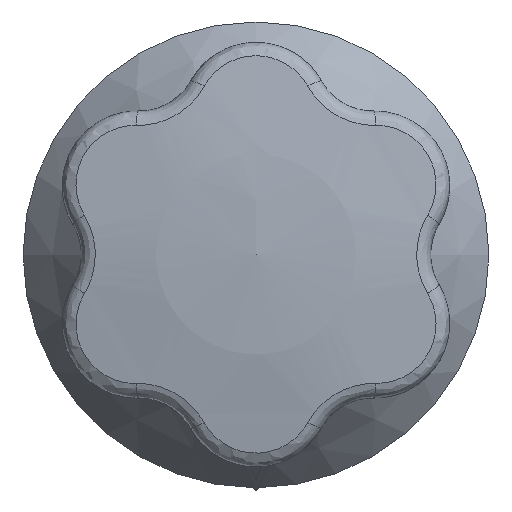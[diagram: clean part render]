
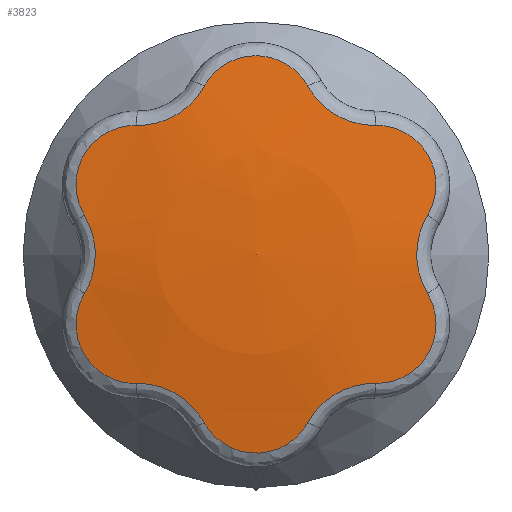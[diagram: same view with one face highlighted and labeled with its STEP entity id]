
A CAD part, top view. The second image highlights one B-rep face of the part: STEP entity #3823.
In plain terms, the highlighted spherical face has radius 122 mm.
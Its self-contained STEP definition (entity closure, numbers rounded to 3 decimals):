
#48=SPHERICAL_SURFACE('',#4002,122.);
#307=B_SPLINE_CURVE_WITH_KNOTS('',3,(#5290,#5291,#5292,#5293,#5294,#5295,
#5296),.UNSPECIFIED.,.F.,.F.,(4,1,1,1,4),(0.,0.25,0.5,0.75,1.),
 .UNSPECIFIED.);
#308=B_SPLINE_CURVE_WITH_KNOTS('',3,(#5318,#5319,#5320,#5321,#5322,#5323),
 .UNSPECIFIED.,.F.,.F.,(4,1,1,4),(0.,0.25,0.5,1.),.UNSPECIFIED.);
#311=B_SPLINE_CURVE_WITH_KNOTS('',3,(#5354,#5355,#5356,#5357,#5358,#5359),
 .UNSPECIFIED.,.F.,.F.,(4,1,1,4),(0.,0.25,0.5,1.),.UNSPECIFIED.);
#312=B_SPLINE_CURVE_WITH_KNOTS('',3,(#5384,#5385,#5386,#5387,#5388,#5389,
#5390),.UNSPECIFIED.,.F.,.F.,(4,1,1,1,4),(0.,0.25,0.5,0.75,1.),
 .UNSPECIFIED.);
#315=B_SPLINE_CURVE_WITH_KNOTS('',3,(#5433,#5434,#5435,#5436,#5437,#5438,
#5439),.UNSPECIFIED.,.F.,.F.,(4,1,1,1,4),(0.,0.25,0.5,0.75,1.),
 .UNSPECIFIED.);
#316=B_SPLINE_CURVE_WITH_KNOTS('',3,(#5461,#5462,#5463,#5464,#5465,#5466),
 .UNSPECIFIED.,.F.,.F.,(4,1,1,4),(0.,0.25,0.5,1.),.UNSPECIFIED.);
#319=B_SPLINE_CURVE_WITH_KNOTS('',3,(#5498,#5499,#5500,#5501,#5502,#5503),
 .UNSPECIFIED.,.F.,.F.,(4,1,1,4),(0.,0.25,0.5,1.),.UNSPECIFIED.);
#320=B_SPLINE_CURVE_WITH_KNOTS('',3,(#5528,#5529,#5530,#5531,#5532,#5533,
#5534),.UNSPECIFIED.,.F.,.F.,(4,1,1,1,4),(0.,0.25,0.5,0.75,1.),
 .UNSPECIFIED.);
#323=B_SPLINE_CURVE_WITH_KNOTS('',3,(#5584,#5585,#5586,#5587,#5588,#5589,
#5590),.UNSPECIFIED.,.F.,.F.,(4,1,1,1,4),(0.,0.25,0.5,0.75,1.),
 .UNSPECIFIED.);
#324=B_SPLINE_CURVE_WITH_KNOTS('',3,(#5612,#5613,#5614,#5615,#5616,#5617),
 .UNSPECIFIED.,.F.,.F.,(4,1,1,4),(0.,0.25,0.5,1.),.UNSPECIFIED.);
#327=B_SPLINE_CURVE_WITH_KNOTS('',3,(#5649,#5650,#5651,#5652,#5653,#5654),
 .UNSPECIFIED.,.F.,.F.,(4,1,1,4),(0.,0.25,0.5,1.),.UNSPECIFIED.);
#329=B_SPLINE_CURVE_WITH_KNOTS('',3,(#5692,#5693,#5694,#5695,#5696,#5697,
#5698),.UNSPECIFIED.,.F.,.F.,(4,1,1,1,4),(0.,0.25,0.5,0.75,1.),
 .UNSPECIFIED.);
#656=ORIENTED_EDGE('',*,*,#1270,.T.);
#657=ORIENTED_EDGE('',*,*,#1264,.T.);
#658=ORIENTED_EDGE('',*,*,#1266,.T.);
#659=ORIENTED_EDGE('',*,*,#1272,.T.);
#660=ORIENTED_EDGE('',*,*,#1278,.T.);
#661=ORIENTED_EDGE('',*,*,#1284,.T.);
#662=ORIENTED_EDGE('',*,*,#1290,.T.);
#663=ORIENTED_EDGE('',*,*,#1296,.T.);
#664=ORIENTED_EDGE('',*,*,#1294,.T.);
#665=ORIENTED_EDGE('',*,*,#1288,.T.);
#666=ORIENTED_EDGE('',*,*,#1282,.T.);
#667=ORIENTED_EDGE('',*,*,#1276,.T.);
#1264=EDGE_CURVE('',#1657,#1660,#307,.T.);
#1266=EDGE_CURVE('',#1660,#1662,#308,.T.);
#1270=EDGE_CURVE('',#1663,#1657,#311,.T.);
#1272=EDGE_CURVE('',#1662,#1666,#312,.T.);
#1276=EDGE_CURVE('',#1667,#1663,#315,.T.);
#1278=EDGE_CURVE('',#1666,#1670,#316,.T.);
#1282=EDGE_CURVE('',#1671,#1667,#319,.T.);
#1284=EDGE_CURVE('',#1670,#1674,#320,.T.);
#1288=EDGE_CURVE('',#1675,#1671,#323,.T.);
#1290=EDGE_CURVE('',#1674,#1678,#324,.T.);
#1294=EDGE_CURVE('',#1679,#1675,#327,.T.);
#1296=EDGE_CURVE('',#1678,#1679,#329,.T.);
#1657=VERTEX_POINT('',#5276);
#1660=VERTEX_POINT('',#5289);
#1662=VERTEX_POINT('',#5317);
#1663=VERTEX_POINT('',#5348);
#1666=VERTEX_POINT('',#5383);
#1667=VERTEX_POINT('',#5422);
#1670=VERTEX_POINT('',#5460);
#1671=VERTEX_POINT('',#5491);
#1674=VERTEX_POINT('',#5527);
#1675=VERTEX_POINT('',#5573);
#1678=VERTEX_POINT('',#5611);
#1679=VERTEX_POINT('',#5642);
#2297=EDGE_LOOP('',(#656,#657,#658,#659,#660,#661,#662,#663,#664,#665,#666,
#667));
#2492=FACE_BOUND('',#2297,.T.);
#3823=ADVANCED_FACE('',(#2492),#48,.T.);
#4002=AXIS2_PLACEMENT_3D('',#5939,#4399,#4400);
#4399=DIRECTION('',(0.,0.,1.));
#4400=DIRECTION('',(0.,1.,0.));
#5276=CARTESIAN_POINT('',(20.627,4.72,24.151));
#5289=CARTESIAN_POINT('',(14.401,15.503,24.151));
#5290=CARTESIAN_POINT('',(20.627,4.72,24.151));
#5291=CARTESIAN_POINT('',(21.275,5.799,23.997));
#5292=CARTESIAN_POINT('',(21.989,8.304,23.736));
#5293=CARTESIAN_POINT('',(20.99,12.12,23.589));
#5294=CARTESIAN_POINT('',(18.203,14.882,23.734));
#5295=CARTESIAN_POINT('',(15.656,15.525,23.998));
#5296=CARTESIAN_POINT('',(14.401,15.503,24.151));
#5317=CARTESIAN_POINT('',(6.226,20.223,24.151));
#5318=CARTESIAN_POINT('',(14.401,15.503,24.151));
#5319=CARTESIAN_POINT('',(13.565,15.488,24.253));
#5320=CARTESIAN_POINT('',(11.938,15.681,24.406));
#5321=CARTESIAN_POINT('',(8.824,16.946,24.515));
#5322=CARTESIAN_POINT('',(7.036,18.76,24.355));
#5323=CARTESIAN_POINT('',(6.226,20.223,24.151));
#5348=CARTESIAN_POINT('',(20.627,-4.72,24.151));
#5354=CARTESIAN_POINT('',(20.627,-4.72,24.151));
#5355=CARTESIAN_POINT('',(20.195,-4.003,24.253));
#5356=CARTESIAN_POINT('',(19.549,-2.498,24.406));
#5357=CARTESIAN_POINT('',(19.088,0.831,24.515));
#5358=CARTESIAN_POINT('',(19.765,3.287,24.355));
#5359=CARTESIAN_POINT('',(20.627,4.72,24.151));
#5383=CARTESIAN_POINT('',(-6.226,20.223,24.151));
#5384=CARTESIAN_POINT('',(6.226,20.223,24.151));
#5385=CARTESIAN_POINT('',(5.616,21.324,23.997));
#5386=CARTESIAN_POINT('',(3.803,23.195,23.736));
#5387=CARTESIAN_POINT('',(-0.001,24.238,23.589));
#5388=CARTESIAN_POINT('',(-3.786,23.205,23.734));
#5389=CARTESIAN_POINT('',(-5.617,21.321,23.998));
#5390=CARTESIAN_POINT('',(-6.226,20.223,24.151));
#5422=CARTESIAN_POINT('',(14.401,-15.503,24.151));
#5433=CARTESIAN_POINT('',(14.401,-15.503,24.151));
#5434=CARTESIAN_POINT('',(15.659,-15.525,23.997));
#5435=CARTESIAN_POINT('',(18.186,-14.891,23.736));
#5436=CARTESIAN_POINT('',(20.991,-12.118,23.589));
#5437=CARTESIAN_POINT('',(21.989,-8.324,23.734));
#5438=CARTESIAN_POINT('',(21.273,-5.796,23.998));
#5439=CARTESIAN_POINT('',(20.627,-4.72,24.151));
#5460=CARTESIAN_POINT('',(-14.401,15.503,24.151));
#5461=CARTESIAN_POINT('',(-6.226,20.223,24.151));
#5462=CARTESIAN_POINT('',(-6.631,19.491,24.253));
#5463=CARTESIAN_POINT('',(-7.611,18.179,24.406));
#5464=CARTESIAN_POINT('',(-10.264,16.115,24.515));
#5465=CARTESIAN_POINT('',(-12.729,15.473,24.355));
#5466=CARTESIAN_POINT('',(-14.401,15.503,24.151));
#5491=CARTESIAN_POINT('',(6.226,-20.223,24.151));
#5498=CARTESIAN_POINT('',(6.226,-20.223,24.151));
#5499=CARTESIAN_POINT('',(6.631,-19.491,24.253));
#5500=CARTESIAN_POINT('',(7.611,-18.179,24.406));
#5501=CARTESIAN_POINT('',(10.264,-16.115,24.515));
#5502=CARTESIAN_POINT('',(12.729,-15.473,24.355));
#5503=CARTESIAN_POINT('',(14.401,-15.503,24.151));
#5527=CARTESIAN_POINT('',(-20.627,4.72,24.151));
#5528=CARTESIAN_POINT('',(-14.401,15.503,24.151));
#5529=CARTESIAN_POINT('',(-15.659,15.525,23.997));
#5530=CARTESIAN_POINT('',(-18.186,14.891,23.736));
#5531=CARTESIAN_POINT('',(-20.991,12.118,23.589));
#5532=CARTESIAN_POINT('',(-21.989,8.324,23.734));
#5533=CARTESIAN_POINT('',(-21.273,5.796,23.998));
#5534=CARTESIAN_POINT('',(-20.627,4.72,24.151));
#5573=CARTESIAN_POINT('',(-6.226,-20.223,24.151));
#5584=CARTESIAN_POINT('',(-6.226,-20.223,24.151));
#5585=CARTESIAN_POINT('',(-5.616,-21.324,23.997));
#5586=CARTESIAN_POINT('',(-3.803,-23.195,23.736));
#5587=CARTESIAN_POINT('',(0.001,-24.238,23.589));
#5588=CARTESIAN_POINT('',(3.786,-23.205,23.734));
#5589=CARTESIAN_POINT('',(5.617,-21.321,23.998));
#5590=CARTESIAN_POINT('',(6.226,-20.223,24.151));
#5611=CARTESIAN_POINT('',(-20.627,-4.72,24.151));
#5612=CARTESIAN_POINT('',(-20.627,4.72,24.151));
#5613=CARTESIAN_POINT('',(-20.195,4.003,24.253));
#5614=CARTESIAN_POINT('',(-19.549,2.498,24.406));
#5615=CARTESIAN_POINT('',(-19.088,-0.831,24.515));
#5616=CARTESIAN_POINT('',(-19.765,-3.287,24.355));
#5617=CARTESIAN_POINT('',(-20.627,-4.72,24.151));
#5642=CARTESIAN_POINT('',(-14.401,-15.503,24.151));
#5649=CARTESIAN_POINT('',(-14.401,-15.503,24.151));
#5650=CARTESIAN_POINT('',(-13.565,-15.488,24.253));
#5651=CARTESIAN_POINT('',(-11.938,-15.681,24.406));
#5652=CARTESIAN_POINT('',(-8.824,-16.946,24.515));
#5653=CARTESIAN_POINT('',(-7.036,-18.76,24.355));
#5654=CARTESIAN_POINT('',(-6.226,-20.223,24.151));
#5692=CARTESIAN_POINT('',(-20.627,-4.72,24.151));
#5693=CARTESIAN_POINT('',(-21.275,-5.799,23.997));
#5694=CARTESIAN_POINT('',(-21.989,-8.304,23.736));
#5695=CARTESIAN_POINT('',(-20.99,-12.12,23.589));
#5696=CARTESIAN_POINT('',(-18.203,-14.882,23.734));
#5697=CARTESIAN_POINT('',(-15.656,-15.525,23.998));
#5698=CARTESIAN_POINT('',(-14.401,-15.503,24.151));
#5939=CARTESIAN_POINT('',(0.,0.,-96.));
